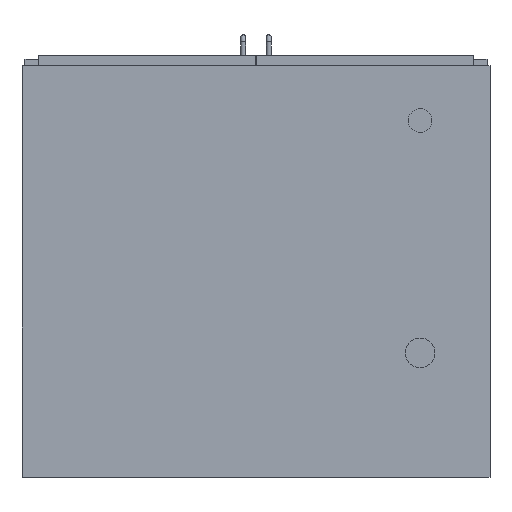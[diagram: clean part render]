
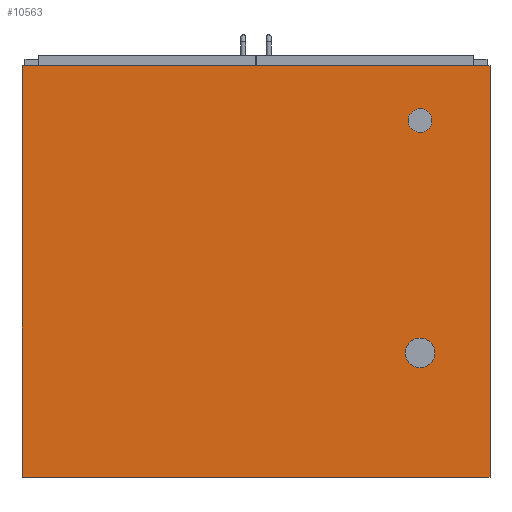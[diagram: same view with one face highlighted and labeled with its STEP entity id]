
A CAD part, front view. The second image highlights one B-rep face of the part: STEP entity #10563.
In plain terms, the highlighted planar face has unit normal (0, -1, 0).
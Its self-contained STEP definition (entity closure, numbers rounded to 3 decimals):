
#152=FACE_BOUND('',#1355,.T.);
#153=FACE_BOUND('',#1356,.T.);
#183=PLANE('',#11294);
#707=FACE_OUTER_BOUND('',#1354,.T.);
#1354=EDGE_LOOP('',(#7419,#7420,#7421,#7422));
#1355=EDGE_LOOP('',(#7423));
#1356=EDGE_LOOP('',(#7424));
#2024=LINE('',#15273,#3320);
#2026=LINE('',#15277,#3322);
#2028=LINE('',#15281,#3324);
#2030=LINE('',#15284,#3326);
#3320=VECTOR('',#12209,10.);
#3322=VECTOR('',#12213,10.);
#3324=VECTOR('',#12217,10.);
#3326=VECTOR('',#12221,10.);
#4598=CIRCLE('',#11278,20.);
#4600=CIRCLE('',#11282,25.);
#4818=VERTEX_POINT('',#15224);
#4820=VERTEX_POINT('',#15231);
#4833=VERTEX_POINT('',#15270);
#4834=VERTEX_POINT('',#15272);
#4835=VERTEX_POINT('',#15276);
#4836=VERTEX_POINT('',#15280);
#5835=EDGE_CURVE('',#4818,#4818,#4598,.T.);
#5838=EDGE_CURVE('',#4820,#4820,#4600,.T.);
#5856=EDGE_CURVE('',#4834,#4833,#2024,.T.);
#5858=EDGE_CURVE('',#4835,#4834,#2026,.T.);
#5860=EDGE_CURVE('',#4836,#4835,#2028,.T.);
#5862=EDGE_CURVE('',#4833,#4836,#2030,.T.);
#7419=ORIENTED_EDGE('',*,*,#5862,.T.);
#7420=ORIENTED_EDGE('',*,*,#5860,.T.);
#7421=ORIENTED_EDGE('',*,*,#5858,.T.);
#7422=ORIENTED_EDGE('',*,*,#5856,.T.);
#7423=ORIENTED_EDGE('',*,*,#5835,.T.);
#7424=ORIENTED_EDGE('',*,*,#5838,.T.);
#10563=ADVANCED_FACE('',(#707,#152,#153),#183,.T.);
#11278=AXIS2_PLACEMENT_3D('',#15226,#12165,#12166);
#11282=AXIS2_PLACEMENT_3D('',#15233,#12174,#12175);
#11294=AXIS2_PLACEMENT_3D('',#15285,#12222,#12223);
#12165=DIRECTION('center_axis',(0.,1.,0.));
#12166=DIRECTION('ref_axis',(1.,0.,0.));
#12174=DIRECTION('center_axis',(0.,1.,0.));
#12175=DIRECTION('ref_axis',(1.,0.,0.));
#12209=DIRECTION('',(1.,0.,0.));
#12213=DIRECTION('',(0.,0.,-1.));
#12217=DIRECTION('',(-1.,0.,0.));
#12221=DIRECTION('',(0.,0.,1.));
#12222=DIRECTION('center_axis',(0.,-1.,0.));
#12223=DIRECTION('ref_axis',(0.,0.,-1.));
#15224=CARTESIAN_POINT('',(257.,-370.,254.5));
#15226=CARTESIAN_POINT('Origin',(277.,-370.,254.5));
#15231=CARTESIAN_POINT('',(252.,-370.,-137.5));
#15233=CARTESIAN_POINT('Origin',(277.,-370.,-137.5));
#15270=CARTESIAN_POINT('',(395.,-370.,-347.5));
#15272=CARTESIAN_POINT('',(-395.,-370.,-347.5));
#15273=CARTESIAN_POINT('',(395.,-370.,-347.5));
#15276=CARTESIAN_POINT('',(-395.,-370.,347.5));
#15277=CARTESIAN_POINT('',(-395.,-370.,-347.5));
#15280=CARTESIAN_POINT('',(395.,-370.,347.5));
#15281=CARTESIAN_POINT('',(-395.,-370.,347.5));
#15284=CARTESIAN_POINT('',(395.,-370.,347.5));
#15285=CARTESIAN_POINT('Origin',(0.,-370.,0.));
